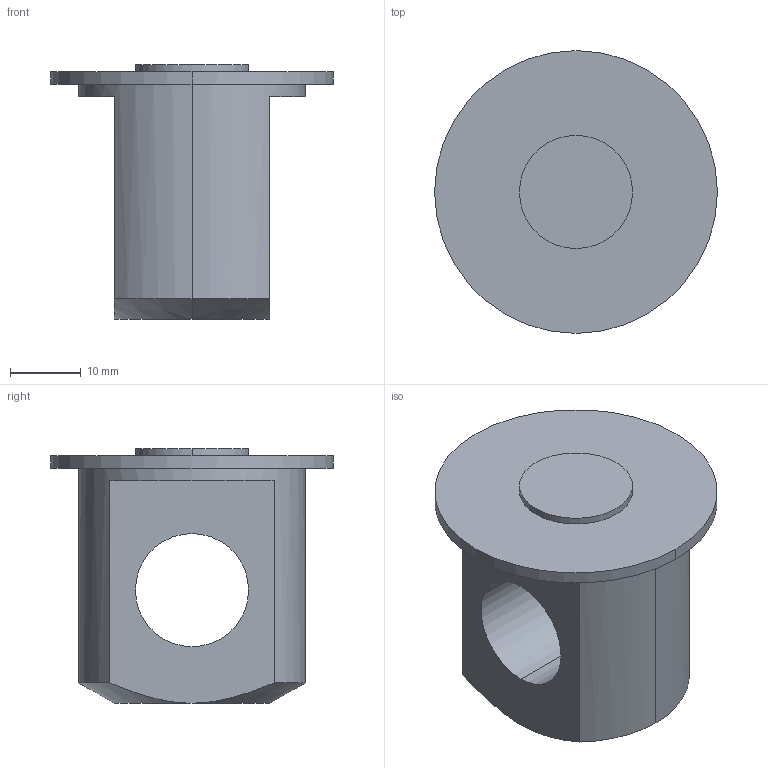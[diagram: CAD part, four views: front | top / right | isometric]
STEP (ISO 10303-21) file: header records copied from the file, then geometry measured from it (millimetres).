
FILE_DESCRIPTION(('STEP AP203'),'1');
FILE_NAME('articulation_cp_80.stp','2018-10-24T20:21:21',('TraceParts'),('TraceParts S.A.'),'Spatial InterOp 3D',' ',' ');
FILE_SCHEMA(('CONFIG_CONTROL_DESIGN'));
Length unit declared in the file: millimetre
Products named in the file (1): 1
Bounding box: 40 x 40 x 36 mm (x, y, z)
Volume: 19296.5 mm3; surface area: 6507.9 mm2
Topology: 1 solids, 1 shells, 20 faces, 44 edges, 28 vertices
Faces by surface type: cylinder 8, plane 8, cone 4
Entity records: 612 total; most frequent: CARTESIAN_POINT 109, DIRECTION 106, ORIENTED_EDGE 88, AXIS2_PLACEMENT_3D 45, EDGE_CURVE 44, VERTEX_POINT 28, EDGE_LOOP 24, CIRCLE 24
